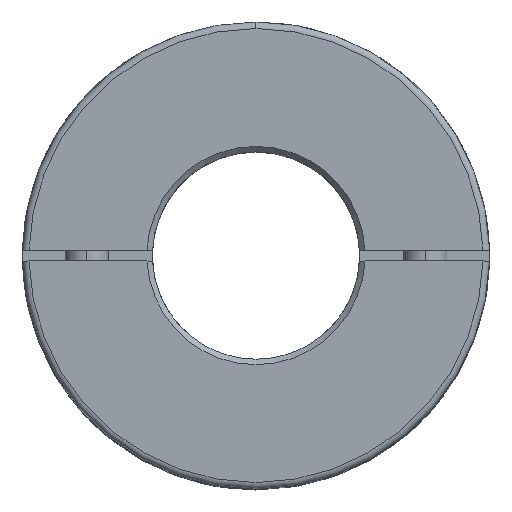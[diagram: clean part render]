
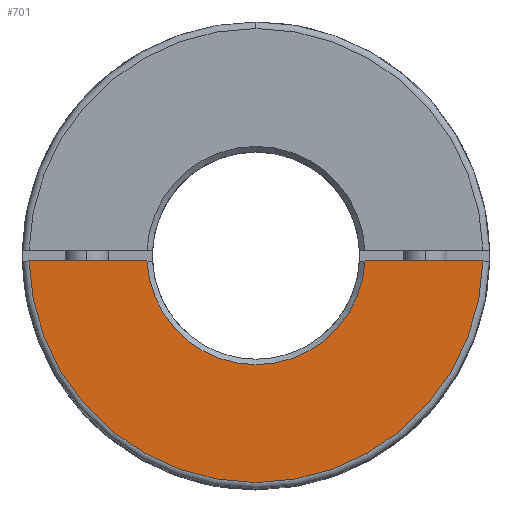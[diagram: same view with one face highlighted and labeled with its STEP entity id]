
A CAD part, top view. The second image highlights one B-rep face of the part: STEP entity #701.
In plain terms, the highlighted planar face has unit normal (0, 0, 1).
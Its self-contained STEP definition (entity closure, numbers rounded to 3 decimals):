
#602 = CARTESIAN_POINT ( 'NONE',  ( 0., 0., 24.15 ) ) ;
#701 = ADVANCED_FACE ( 'NONE', ( #9152 ), #16538, .T. ) ;
#2392 = CARTESIAN_POINT ( 'NONE',  ( 20.794, -0.5, 24.15 ) ) ;
#2862 = DIRECTION ( 'NONE',  ( 0., 0., 1. ) ) ;
#3139 = ORIENTED_EDGE ( 'NONE', *, *, #18085, .T. ) ;
#3294 = AXIS2_PLACEMENT_3D ( 'NONE', #17744, #4907, #7860 ) ;
#3448 = CARTESIAN_POINT ( 'NONE',  ( -20.794, -0.5, 24.15 ) ) ;
#3636 = ORIENTED_EDGE ( 'NONE', *, *, #9526, .T. ) ;
#3940 = CIRCLE ( 'NONE', #13736, 10. ) ;
#4283 = LINE ( 'NONE', #15362, #18214 ) ;
#4551 = VECTOR ( 'NONE', #12537, 1000. ) ;
#4896 = DIRECTION ( 'NONE',  ( 0., 0., -1. ) ) ;
#4907 = DIRECTION ( 'NONE',  ( 0., 0., 1. ) ) ;
#6610 = LINE ( 'NONE', #12349, #4551 ) ;
#7423 = EDGE_CURVE ( 'NONE', #13825, #7541, #6610, .T. ) ;
#7541 = VERTEX_POINT ( 'NONE', #2392 ) ;
#7860 = DIRECTION ( 'NONE',  ( 1., 0., 0. ) ) ;
#8570 = EDGE_LOOP ( 'NONE', ( #10728, #3139, #15010, #3636 ) ) ;
#8608 = DIRECTION ( 'NONE',  ( 0., 1., 0. ) ) ;
#9152 = FACE_OUTER_BOUND ( 'NONE', #8570, .T. ) ;
#9270 = VERTEX_POINT ( 'NONE', #3448 ) ;
#9526 = EDGE_CURVE ( 'NONE', #9270, #7541, #13623, .T. ) ;
#10256 = CARTESIAN_POINT ( 'NONE',  ( 9.987, -0.5, 24.15 ) ) ;
#10728 = ORIENTED_EDGE ( 'NONE', *, *, #7423, .F. ) ;
#11837 = AXIS2_PLACEMENT_3D ( 'NONE', #12721, #2862, #8608 ) ;
#12349 = CARTESIAN_POINT ( 'NONE',  ( -21.4, -0.5, 24.15 ) ) ;
#12537 = DIRECTION ( 'NONE',  ( 1., 0., 0. ) ) ;
#12721 = CARTESIAN_POINT ( 'NONE',  ( 0., 0., 24.15 ) ) ;
#12827 = DIRECTION ( 'NONE',  ( 1., 0., 0. ) ) ;
#13623 = CIRCLE ( 'NONE', #11837, 20.8 ) ;
#13736 = AXIS2_PLACEMENT_3D ( 'NONE', #602, #4896, #16250 ) ;
#13825 = VERTEX_POINT ( 'NONE', #10256 ) ;
#14755 = CARTESIAN_POINT ( 'NONE',  ( -9.987, -0.5, 24.15 ) ) ;
#15010 = ORIENTED_EDGE ( 'NONE', *, *, #16282, .F. ) ;
#15362 = CARTESIAN_POINT ( 'NONE',  ( -21.4, -0.5, 24.15 ) ) ;
#16250 = DIRECTION ( 'NONE',  ( 1., 0., 0. ) ) ;
#16282 = EDGE_CURVE ( 'NONE', #9270, #16928, #4283, .T. ) ;
#16538 = PLANE ( 'NONE',  #3294 ) ;
#16928 = VERTEX_POINT ( 'NONE', #14755 ) ;
#17744 = CARTESIAN_POINT ( 'NONE',  ( 0., 0., 24.15 ) ) ;
#18085 = EDGE_CURVE ( 'NONE', #13825, #16928, #3940, .T. ) ;
#18214 = VECTOR ( 'NONE', #12827, 1000. ) ;
